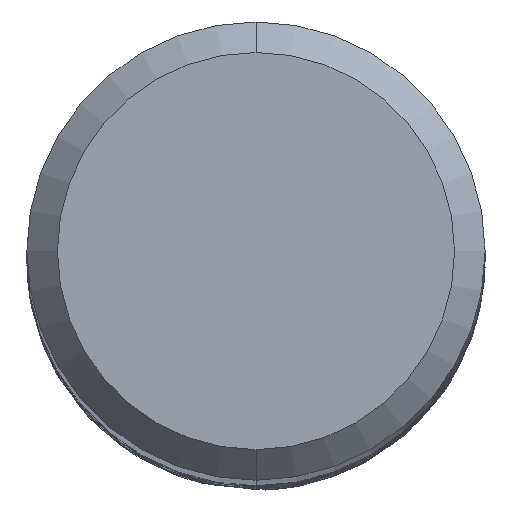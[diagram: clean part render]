
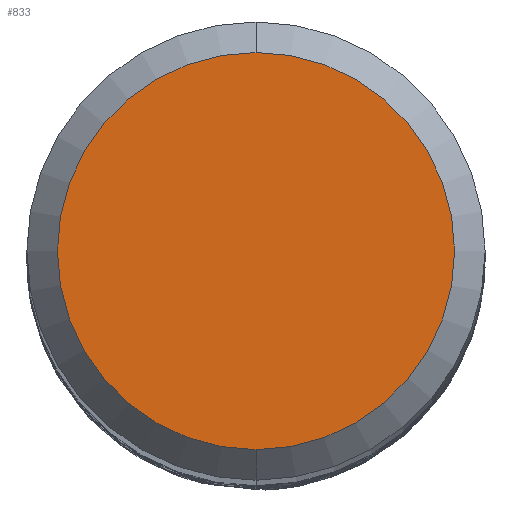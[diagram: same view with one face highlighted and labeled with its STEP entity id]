
A CAD part, top view. The second image highlights one B-rep face of the part: STEP entity #833.
In plain terms, the highlighted planar face has unit normal (0, 0, 1).
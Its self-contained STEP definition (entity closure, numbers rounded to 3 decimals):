
#833=ADVANCED_FACE('',(#2078),#2079,.T.);
#843=EDGE_CURVE('',#971,#1787,#2090,.T.);
#971=VERTEX_POINT('',#2230);
#1065=EDGE_CURVE('',#1787,#971,#2335,.T.);
#1787=VERTEX_POINT('',#3124);
#2078=FACE_OUTER_BOUND('',#5426,.T.);
#2079=PLANE('',#5427);
#2090=CIRCLE('',#5877,2.6);
#2230=CARTESIAN_POINT('',(0.,-2.6,0.0));
#2335=CIRCLE('',#9391,2.6);
#3124=CARTESIAN_POINT('',(0.0,2.6,0.0));
#5426=EDGE_LOOP('',(#23005,#23006));
#5427=AXIS2_PLACEMENT_3D('',#23007,#23008,#23009);
#5877=AXIS2_PLACEMENT_3D('',#23021,#23022,#23023);
#9391=AXIS2_PLACEMENT_3D('',#23260,#23261,#23262);
#23005=ORIENTED_EDGE('',*,*,#1065,.F.);
#23006=ORIENTED_EDGE('',*,*,#843,.F.);
#23007=CARTESIAN_POINT('',(0.0,1.3,0.0));
#23008=DIRECTION('',(-0.0,0.0,1.0));
#23009=DIRECTION('',(0.0,-1.0,0.0));
#23021=CARTESIAN_POINT('',(0.0,0.0,0.0));
#23022=DIRECTION('',(0.0,0.0,-1.0));
#23023=DIRECTION('',(0.0,1.0,0.0));
#23260=CARTESIAN_POINT('',(0.0,0.0,0.0));
#23261=DIRECTION('',(0.0,0.0,-1.0));
#23262=DIRECTION('',(0.0,1.0,0.0));
